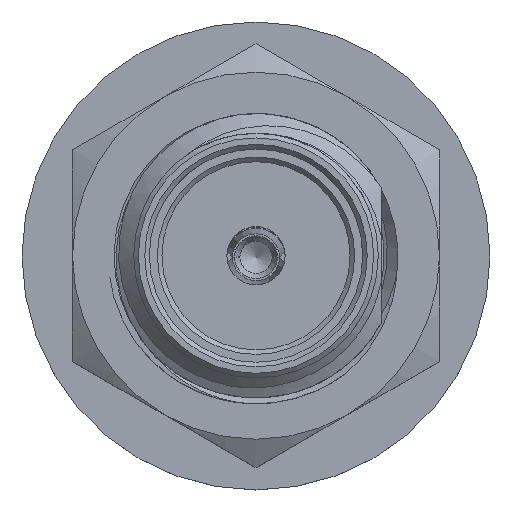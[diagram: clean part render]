
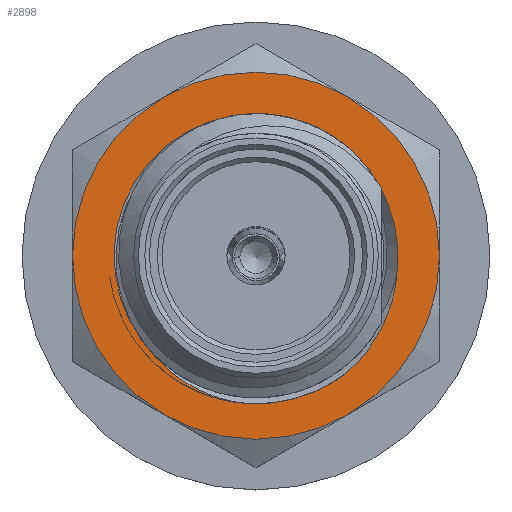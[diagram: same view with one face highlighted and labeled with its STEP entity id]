
A CAD part, top view. The second image highlights one B-rep face of the part: STEP entity #2898.
In plain terms, the highlighted planar face has unit normal (0, 0, 1).
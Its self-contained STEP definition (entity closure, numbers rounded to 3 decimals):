
#349=B_SPLINE_CURVE_WITH_KNOTS('',3,(#4747,#4748,#4749,#4750),
 .UNSPECIFIED.,.F.,.F.,(4,4),(0.,1.),.UNSPECIFIED.);
#368=B_SPLINE_CURVE_WITH_KNOTS('',3,(#5192,#5193,#5194,#5195),
 .UNSPECIFIED.,.F.,.F.,(4,4),(0.,1.),.UNSPECIFIED.);
#383=B_SPLINE_CURVE_WITH_KNOTS('',3,(#5571,#5572,#5573,#5574),
 .UNSPECIFIED.,.F.,.F.,(4,4),(0.,1.),.UNSPECIFIED.);
#384=B_SPLINE_CURVE_WITH_KNOTS('',3,(#5578,#5579,#5580,#5581),
 .UNSPECIFIED.,.F.,.F.,(4,4),(0.,1.),.UNSPECIFIED.);
#1005=ORIENTED_EDGE('',*,*,#1677,.T.);
#1006=ORIENTED_EDGE('',*,*,#1710,.T.);
#1007=ORIENTED_EDGE('',*,*,#1658,.T.);
#1008=ORIENTED_EDGE('',*,*,#1711,.T.);
#1009=ORIENTED_EDGE('',*,*,#1712,.T.);
#1010=ORIENTED_EDGE('',*,*,#1713,.T.);
#1011=ORIENTED_EDGE('',*,*,#1714,.T.);
#1012=ORIENTED_EDGE('',*,*,#1715,.T.);
#1013=ORIENTED_EDGE('',*,*,#1716,.T.);
#1014=ORIENTED_EDGE('',*,*,#1717,.T.);
#1015=ORIENTED_EDGE('',*,*,#1718,.T.);
#1658=EDGE_CURVE('',#2047,#2046,#349,.T.);
#1677=EDGE_CURVE('',#2066,#2065,#368,.T.);
#1710=EDGE_CURVE('',#2065,#2047,#383,.T.);
#1711=EDGE_CURVE('',#2046,#2087,#2299,.T.);
#1712=EDGE_CURVE('',#2087,#2066,#384,.T.);
#1713=EDGE_CURVE('',#2088,#2089,#2300,.T.);
#1714=EDGE_CURVE('',#2089,#2090,#2301,.T.);
#1715=EDGE_CURVE('',#2090,#2091,#2302,.T.);
#1716=EDGE_CURVE('',#2091,#2092,#2303,.T.);
#1717=EDGE_CURVE('',#2092,#2093,#2304,.T.);
#1718=EDGE_CURVE('',#2093,#2088,#2305,.T.);
#2046=VERTEX_POINT('',#4746);
#2047=VERTEX_POINT('',#4751);
#2065=VERTEX_POINT('',#5191);
#2066=VERTEX_POINT('',#5196);
#2087=VERTEX_POINT('',#5577);
#2088=VERTEX_POINT('',#5583);
#2089=VERTEX_POINT('',#5584);
#2090=VERTEX_POINT('',#5586);
#2091=VERTEX_POINT('',#5588);
#2092=VERTEX_POINT('',#5590);
#2093=VERTEX_POINT('',#5592);
#2299=CIRCLE('',#3189,3.095);
#2300=CIRCLE('',#3190,4.);
#2301=CIRCLE('',#3191,4.);
#2302=CIRCLE('',#3192,4.);
#2303=CIRCLE('',#3193,4.);
#2304=CIRCLE('',#3194,4.);
#2305=CIRCLE('',#3195,4.);
#2429=EDGE_LOOP('',(#1005,#1006,#1007,#1008,#1009));
#2430=EDGE_LOOP('',(#1010,#1011,#1012,#1013,#1014,#1015));
#2638=FACE_BOUND('',#2429,.T.);
#2639=FACE_BOUND('',#2430,.T.);
#2785=PLANE('',#3188);
#2898=ADVANCED_FACE('',(#2638,#2639),#2785,.T.);
#3188=AXIS2_PLACEMENT_3D('',#5575,#3709,#3710);
#3189=AXIS2_PLACEMENT_3D('',#5576,#3711,#3712);
#3190=AXIS2_PLACEMENT_3D('',#5582,#3713,#3714);
#3191=AXIS2_PLACEMENT_3D('',#5585,#3715,#3716);
#3192=AXIS2_PLACEMENT_3D('',#5587,#3717,#3718);
#3193=AXIS2_PLACEMENT_3D('',#5589,#3719,#3720);
#3194=AXIS2_PLACEMENT_3D('',#5591,#3721,#3722);
#3195=AXIS2_PLACEMENT_3D('',#5593,#3723,#3724);
#3709=DIRECTION('',(0.,0.,1.));
#3710=DIRECTION('',(0.,1.,0.));
#3711=DIRECTION('',(0.,0.,-1.));
#3712=DIRECTION('',(-0.795,-0.607,0.));
#3713=DIRECTION('',(0.,0.,1.));
#3714=DIRECTION('',(0.5,-0.866,0.));
#3715=DIRECTION('',(0.,0.,1.));
#3716=DIRECTION('',(1.,0.,0.));
#3717=DIRECTION('',(0.,0.,1.));
#3718=DIRECTION('',(0.5,0.866,0.));
#3719=DIRECTION('',(0.,0.,1.));
#3720=DIRECTION('',(-0.5,0.866,0.));
#3721=DIRECTION('',(0.,0.,1.));
#3722=DIRECTION('',(-1.,0.,0.));
#3723=DIRECTION('',(0.,0.,1.));
#3724=DIRECTION('',(-0.5,-0.866,0.));
#4746=CARTESIAN_POINT('',(-2.46,-1.878,3.813));
#4747=CARTESIAN_POINT('',(-0.415,-3.201,3.813));
#4748=CARTESIAN_POINT('',(-1.245,-3.049,3.813));
#4749=CARTESIAN_POINT('',(-1.995,-2.561,3.813));
#4750=CARTESIAN_POINT('',(-2.46,-1.878,3.813));
#4751=CARTESIAN_POINT('',(-0.415,-3.201,3.813));
#5191=CARTESIAN_POINT('',(1.974,-2.554,3.813));
#5192=CARTESIAN_POINT('',(2.937,-1.094,3.813));
#5193=CARTESIAN_POINT('',(2.76,-1.66,3.813));
#5194=CARTESIAN_POINT('',(2.426,-2.165,3.813));
#5195=CARTESIAN_POINT('',(1.974,-2.554,3.813));
#5196=CARTESIAN_POINT('',(2.937,-1.094,3.813));
#5571=CARTESIAN_POINT('',(1.974,-2.554,3.813));
#5572=CARTESIAN_POINT('',(1.303,-3.072,3.813));
#5573=CARTESIAN_POINT('',(0.429,-3.31,3.813));
#5574=CARTESIAN_POINT('',(-0.415,-3.201,3.813));
#5575=CARTESIAN_POINT('',(0.,0.,3.813));
#5576=CARTESIAN_POINT('',(0.,0.,3.813));
#5577=CARTESIAN_POINT('',(3.072,-0.38,3.813));
#5578=CARTESIAN_POINT('',(3.072,-0.38,3.813));
#5579=CARTESIAN_POINT('',(3.055,-0.622,3.813));
#5580=CARTESIAN_POINT('',(3.01,-0.86,3.813));
#5581=CARTESIAN_POINT('',(2.937,-1.094,3.813));
#5582=CARTESIAN_POINT('',(0.,0.,3.813));
#5583=CARTESIAN_POINT('',(2.,-3.464,3.813));
#5584=CARTESIAN_POINT('',(4.,0.,3.813));
#5585=CARTESIAN_POINT('',(0.,0.,3.813));
#5586=CARTESIAN_POINT('',(2.,3.464,3.813));
#5587=CARTESIAN_POINT('',(0.,0.,3.813));
#5588=CARTESIAN_POINT('',(-2.,3.464,3.813));
#5589=CARTESIAN_POINT('',(0.,0.,3.813));
#5590=CARTESIAN_POINT('',(-4.,0.,3.813));
#5591=CARTESIAN_POINT('',(0.,0.,3.813));
#5592=CARTESIAN_POINT('',(-2.,-3.464,3.813));
#5593=CARTESIAN_POINT('',(0.,0.,3.813));
